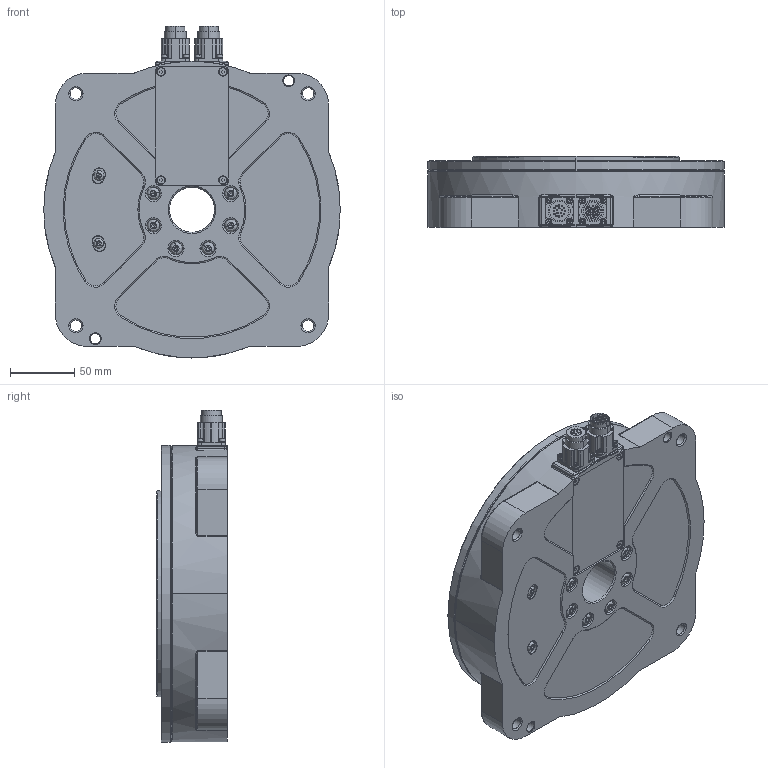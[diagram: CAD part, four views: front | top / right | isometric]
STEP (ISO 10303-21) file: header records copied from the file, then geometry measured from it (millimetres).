
FILE_DESCRIPTION (( 'STEP AP203' ), '1' );
FILE_NAME ('TMN93G(H).STEP', '2019-09-03T01:04:12', ( '' ), ( '' ), 'SwSTEP 2.0', 'SolidWorks 2015', '' );
FILE_SCHEMA (( 'CONFIG_CONTROL_DESIGN' ));
Length unit declared in the file: millimetre
Products named in the file (1): TMN93G(H)
Bounding box: 230 x 55 x 257.5 mm (x, y, z)
Volume: 2242949.6 mm3; surface area: 157628.1 mm2
Topology: 1 solids, 5 shells, 1142 faces, 2764 edges, 1732 vertices
Faces by surface type: cylinder 443, plane 438, cone 112, torus 96, bspline 49, sphere 4
Entity records: 35898 total; most frequent: CARTESIAN_POINT 8953, DIRECTION 5912, ORIENTED_EDGE 5444, EDGE_CURVE 2722, AXIS2_PLACEMENT_3D 2381, VERTEX_POINT 1732, EDGE_LOOP 1322, CIRCLE 1287
